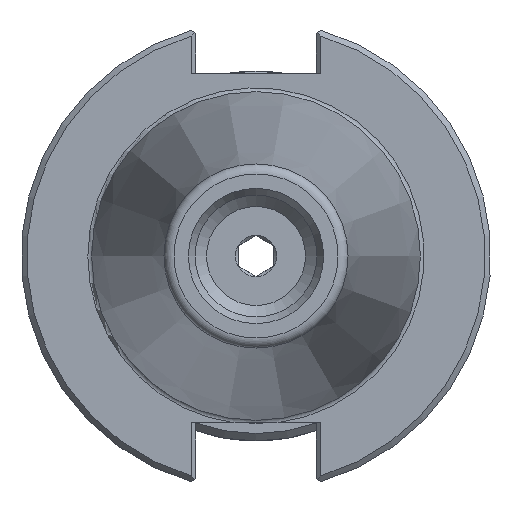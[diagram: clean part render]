
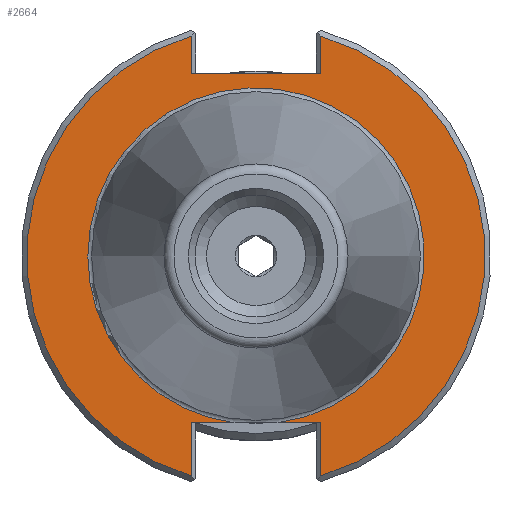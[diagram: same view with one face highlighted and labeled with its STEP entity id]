
A CAD part, left-side view. The second image highlights one B-rep face of the part: STEP entity #2664.
In plain terms, the highlighted planar face has unit normal (-1, 0, 0).
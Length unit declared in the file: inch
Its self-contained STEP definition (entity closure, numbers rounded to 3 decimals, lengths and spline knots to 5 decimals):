
#116=LINE('',#3885,#256);
#142=LINE('',#3999,#282);
#143=LINE('',#4001,#283);
#144=LINE('',#4004,#284);
#145=LINE('',#4006,#285);
#146=LINE('',#4010,#286);
#147=LINE('',#4011,#287);
#256=VECTOR('',#3170,0.69);
#282=VECTOR('',#3224,0.23328);
#283=VECTOR('',#3225,0.2822);
#284=VECTOR('',#3228,0.1982);
#285=VECTOR('',#3229,0.1982);
#286=VECTOR('',#3232,0.2822);
#287=VECTOR('',#3233,0.23328);
#401=PLANE('',#2860);
#668=FACE_OUTER_BOUND('',#855,.T.);
#855=EDGE_LOOP('',(#1882,#1883,#1884,#1885,#1886,#1887,#1888,#1889,#1890,
#1891));
#1059=CIRCLE('',#2858,0.895);
#1061=CIRCLE('',#2861,1.22);
#1062=CIRCLE('',#2862,1.22);
#1176=VERTEX_POINT('',#3882);
#1177=VERTEX_POINT('',#3884);
#1207=VERTEX_POINT('',#3981);
#1208=VERTEX_POINT('',#3982);
#1210=VERTEX_POINT('',#3998);
#1211=VERTEX_POINT('',#4000);
#1212=VERTEX_POINT('',#4002);
#1213=VERTEX_POINT('',#4005);
#1214=VERTEX_POINT('',#4007);
#1215=VERTEX_POINT('',#4009);
#1437=EDGE_CURVE('',#1176,#1177,#116,.T.);
#1477=EDGE_CURVE('',#1207,#1208,#1059,.T.);
#1479=EDGE_CURVE('',#1210,#1207,#142,.T.);
#1480=EDGE_CURVE('',#1211,#1210,#143,.T.);
#1481=EDGE_CURVE('',#1212,#1211,#1061,.T.);
#1482=EDGE_CURVE('',#1177,#1212,#144,.T.);
#1483=EDGE_CURVE('',#1213,#1176,#145,.T.);
#1484=EDGE_CURVE('',#1214,#1213,#1062,.T.);
#1485=EDGE_CURVE('',#1215,#1214,#146,.T.);
#1486=EDGE_CURVE('',#1208,#1215,#147,.T.);
#1882=ORIENTED_EDGE('',*,*,#1477,.F.);
#1883=ORIENTED_EDGE('',*,*,#1479,.F.);
#1884=ORIENTED_EDGE('',*,*,#1480,.F.);
#1885=ORIENTED_EDGE('',*,*,#1481,.F.);
#1886=ORIENTED_EDGE('',*,*,#1482,.F.);
#1887=ORIENTED_EDGE('',*,*,#1437,.F.);
#1888=ORIENTED_EDGE('',*,*,#1483,.F.);
#1889=ORIENTED_EDGE('',*,*,#1484,.F.);
#1890=ORIENTED_EDGE('',*,*,#1485,.F.);
#1891=ORIENTED_EDGE('',*,*,#1486,.F.);
#2664=ADVANCED_FACE('',(#668),#401,.T.);
#2858=AXIS2_PLACEMENT_3D('',#3994,#3218,#3219);
#2860=AXIS2_PLACEMENT_3D('',#3997,#3222,#3223);
#2861=AXIS2_PLACEMENT_3D('',#4003,#3226,#3227);
#2862=AXIS2_PLACEMENT_3D('',#4008,#3230,#3231);
#3170=DIRECTION('',(0.,-1.,0.));
#3218=DIRECTION('center_axis',(-1.,0.,0.));
#3219=DIRECTION('ref_axis',(0.,-1.,0.));
#3222=DIRECTION('center_axis',(-1.,0.,0.));
#3223=DIRECTION('ref_axis',(0.,0.,1.));
#3224=DIRECTION('',(0.,1.,0.));
#3225=DIRECTION('',(0.,0.,1.));
#3226=DIRECTION('center_axis',(1.,0.,0.));
#3227=DIRECTION('ref_axis',(0.,-1.,0.));
#3228=DIRECTION('',(0.,0.,1.));
#3229=DIRECTION('',(0.,0.,-1.));
#3230=DIRECTION('center_axis',(1.,0.,0.));
#3231=DIRECTION('ref_axis',(0.,1.,0.));
#3232=DIRECTION('',(0.,0.,-1.));
#3233=DIRECTION('',(0.,1.,0.));
#3882=CARTESIAN_POINT('',(0.125,0.345,0.972));
#3884=CARTESIAN_POINT('',(0.125,-0.345,0.972));
#3885=CARTESIAN_POINT('',(0.125,0.53125,0.972));
#3981=CARTESIAN_POINT('',(0.125,-0.11172,-0.888));
#3982=CARTESIAN_POINT('',(0.125,0.11172,-0.888));
#3994=CARTESIAN_POINT('Origin',(0.125,0.,0.));
#3997=CARTESIAN_POINT('Origin',(0.125,1.0625,0.));
#3998=CARTESIAN_POINT('',(0.125,-0.345,-0.888));
#3999=CARTESIAN_POINT('',(0.125,0.53125,-0.888));
#4000=CARTESIAN_POINT('',(0.125,-0.345,-1.1702));
#4001=CARTESIAN_POINT('',(0.125,-0.345,-0.444));
#4002=CARTESIAN_POINT('',(0.125,-0.345,1.1702));
#4003=CARTESIAN_POINT('Origin',(0.125,0.,0.));
#4004=CARTESIAN_POINT('',(0.125,-0.345,0.486));
#4005=CARTESIAN_POINT('',(0.125,0.345,1.1702));
#4006=CARTESIAN_POINT('',(0.125,0.345,0.486));
#4007=CARTESIAN_POINT('',(0.125,0.345,-1.1702));
#4008=CARTESIAN_POINT('Origin',(0.125,0.,0.));
#4009=CARTESIAN_POINT('',(0.125,0.345,-0.888));
#4010=CARTESIAN_POINT('',(0.125,0.345,-0.444));
#4011=CARTESIAN_POINT('',(0.125,0.53125,-0.888));
